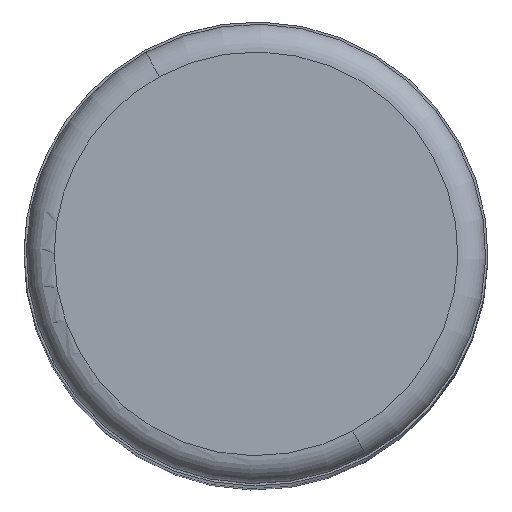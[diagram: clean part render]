
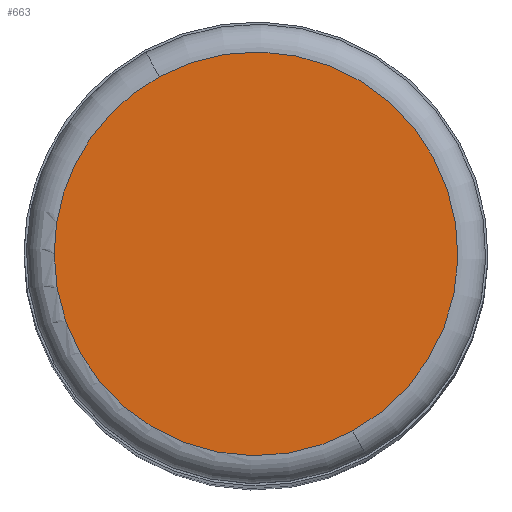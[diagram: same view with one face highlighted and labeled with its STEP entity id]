
A CAD part, top view. The second image highlights one B-rep face of the part: STEP entity #663.
In plain terms, the highlighted planar face has unit normal (0, 0, 1).
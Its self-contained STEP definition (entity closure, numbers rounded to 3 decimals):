
#339=CARTESIAN_POINT('',(0.,0.,300.));
#340=DIRECTION('',(0.,0.,1.));
#341=DIRECTION('',(-0.479,0.878,0.));
#342=AXIS2_PLACEMENT_3D('',#339,#340,#341);
#347=CARTESIAN_POINT('',(0.,0.,300.));
#348=DIRECTION('',(0.,0.,1.));
#349=DIRECTION('',(0.479,-0.878,0.));
#350=AXIS2_PLACEMENT_3D('',#347,#348,#349);
#355=CARTESIAN_POINT('',(0.,0.,300.));
#356=DIRECTION('',(0.,0.,1.));
#357=DIRECTION('',(-1.,0.,0.));
#358=AXIS2_PLACEMENT_3D('',#355,#356,#357);
#429=CARTESIAN_POINT('',(5.214,-9.544,300.));
#430=VERTEX_POINT('',#429);
#431=CARTESIAN_POINT('',(-5.214,9.544,300.));
#432=CARTESIAN_POINT('',(-10.875,0.,300.));
#433=VERTEX_POINT('',#431);
#434=VERTEX_POINT('',#432);
#653=CARTESIAN_POINT('',(0.,-10.875,300.));
#654=DIRECTION('',(0.,0.,1.));
#655=DIRECTION('',(0.,1.,0.));
#656=AXIS2_PLACEMENT_3D('',#653,#654,#655);
#657=PLANE('',#656);
#658=ORIENTED_EDGE('',*,*,#633,.F.);
#659=ORIENTED_EDGE('',*,*,#648,.F.);
#660=ORIENTED_EDGE('',*,*,#635,.F.);
#661=EDGE_LOOP('',(#658,#659,#660));
#662=FACE_OUTER_BOUND('',#661,.F.);
#663=ADVANCED_FACE('',(#662),#657,.T.);
#343=CIRCLE('',#342,10.875);
#351=CIRCLE('',#350,10.875);
#359=CIRCLE('',#358,10.875);
#633=EDGE_CURVE('',#433,#434,#343,.T.);
#635=EDGE_CURVE('',#434,#430,#359,.T.);
#648=EDGE_CURVE('',#430,#433,#351,.T.);
